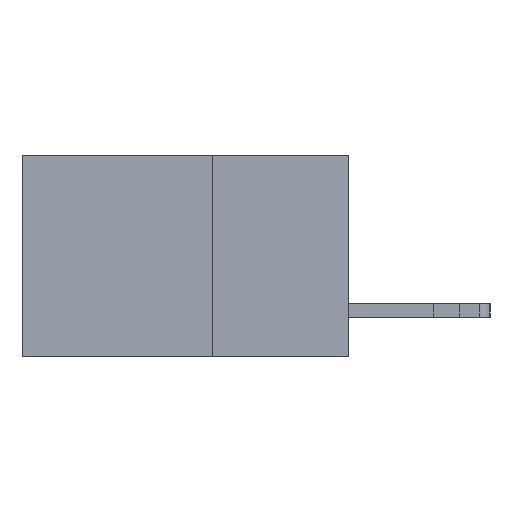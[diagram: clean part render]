
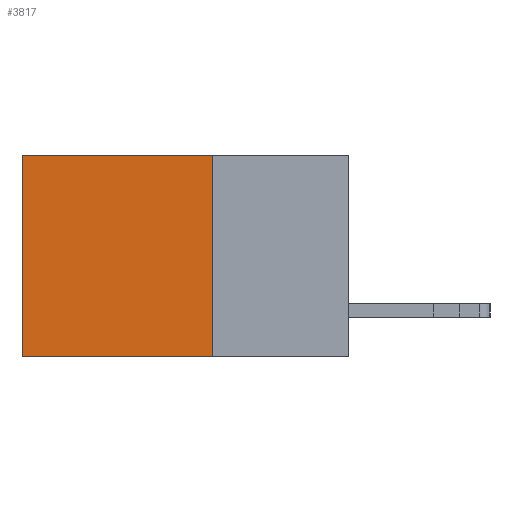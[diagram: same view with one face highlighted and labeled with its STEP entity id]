
A CAD part, left-side view. The second image highlights one B-rep face of the part: STEP entity #3817.
In plain terms, the highlighted planar face has unit normal (-1, 0, 0).
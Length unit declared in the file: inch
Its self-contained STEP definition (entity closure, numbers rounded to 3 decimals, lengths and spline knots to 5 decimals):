
#159 = EDGE_CURVE ( 'NONE', #2374, #507, #11888, .T. ) ;
#181 = EDGE_CURVE ( 'NONE', #2948, #2459, #15418, .T. ) ;
#507 = VERTEX_POINT ( 'NONE', #2424 ) ;
#839 = ORIENTED_EDGE ( 'NONE', *, *, #8645, .F. ) ;
#944 = EDGE_LOOP ( 'NONE', ( #5780, #839, #9713, #2735 ) ) ;
#1512 = CARTESIAN_POINT ( 'NONE',  ( 0.298, 0.25, 0. ) ) ;
#1709 = DIRECTION ( 'NONE',  ( 0., 1., 0. ) ) ;
#2110 = VECTOR ( 'NONE', #9337, 39.37008 ) ;
#2374 = VERTEX_POINT ( 'NONE', #1512 ) ;
#2424 = CARTESIAN_POINT ( 'NONE',  ( 0.298, 0.25, -0.37 ) ) ;
#2459 = VERTEX_POINT ( 'NONE', #14478 ) ;
#2735 = ORIENTED_EDGE ( 'NONE', *, *, #14850, .T. ) ;
#2787 = PLANE ( 'NONE',  #7216 ) ;
#2948 = VERTEX_POINT ( 'NONE', #7492 ) ;
#3057 = FACE_OUTER_BOUND ( 'NONE', #944, .T. ) ;
#3817 = ADVANCED_FACE ( 'NONE', ( #3057 ), #2787, .F. ) ;
#5780 = ORIENTED_EDGE ( 'NONE', *, *, #181, .T. ) ;
#6028 = LINE ( 'NONE', #9078, #6404 ) ;
#6138 = CARTESIAN_POINT ( 'NONE',  ( 0.298, 0.25, -0.37 ) ) ;
#6404 = VECTOR ( 'NONE', #1709, 39.37008 ) ;
#7010 = DIRECTION ( 'NONE',  ( 0., 0., -1. ) ) ;
#7216 = AXIS2_PLACEMENT_3D ( 'NONE', #12248, #7809, #7010 ) ;
#7449 = CARTESIAN_POINT ( 'NONE',  ( 0.298, 0.6, 0. ) ) ;
#7492 = CARTESIAN_POINT ( 'NONE',  ( 0.298, 0.6, 0. ) ) ;
#7809 = DIRECTION ( 'NONE',  ( 1., 0., 0. ) ) ;
#8645 = EDGE_CURVE ( 'NONE', #507, #2459, #9638, .T. ) ;
#8650 = VECTOR ( 'NONE', #13425, 39.37008 ) ;
#9078 = CARTESIAN_POINT ( 'NONE',  ( 0.298, 0.25, 0. ) ) ;
#9337 = DIRECTION ( 'NONE',  ( 0., 0., -1. ) ) ;
#9638 = LINE ( 'NONE', #6138, #12098 ) ;
#9713 = ORIENTED_EDGE ( 'NONE', *, *, #159, .F. ) ;
#11888 = LINE ( 'NONE', #13441, #8650 ) ;
#12098 = VECTOR ( 'NONE', #12164, 39.37008 ) ;
#12164 = DIRECTION ( 'NONE',  ( 0., 1., 0. ) ) ;
#12248 = CARTESIAN_POINT ( 'NONE',  ( 0.298, 0.25, 0. ) ) ;
#13425 = DIRECTION ( 'NONE',  ( 0., 0., -1. ) ) ;
#13441 = CARTESIAN_POINT ( 'NONE',  ( 0.298, 0.25, 0. ) ) ;
#14478 = CARTESIAN_POINT ( 'NONE',  ( 0.298, 0.6, -0.37 ) ) ;
#14850 = EDGE_CURVE ( 'NONE', #2374, #2948, #6028, .T. ) ;
#15418 = LINE ( 'NONE', #7449, #2110 ) ;
